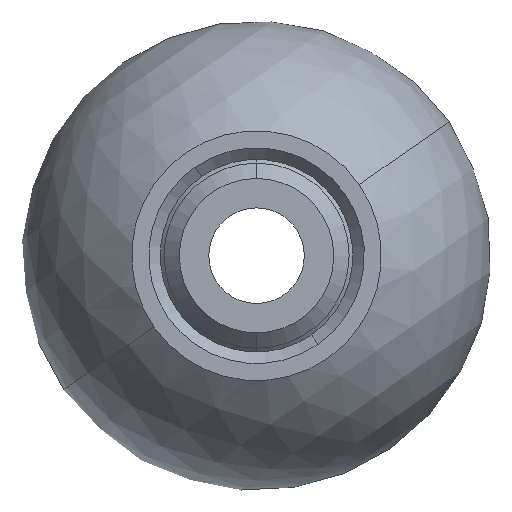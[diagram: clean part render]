
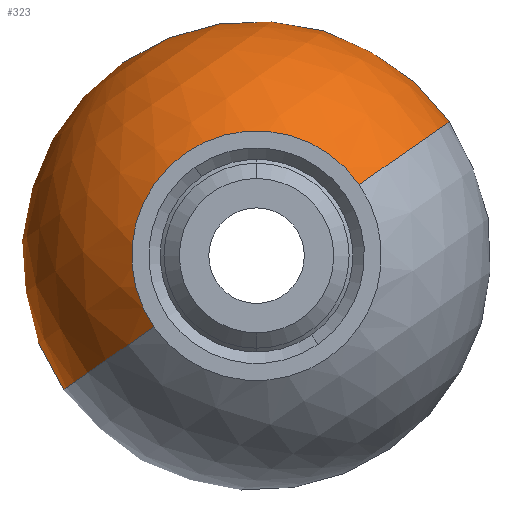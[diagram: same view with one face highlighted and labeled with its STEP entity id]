
A CAD part, left-side view. The second image highlights one B-rep face of the part: STEP entity #323.
In plain terms, the highlighted spherical face has radius 3.899 mm.
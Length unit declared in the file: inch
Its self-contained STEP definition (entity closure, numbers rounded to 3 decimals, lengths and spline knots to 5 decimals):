
#18 = SPHERICAL_SURFACE ( 'NONE', #1323, 0.1535 ) ;
#21 = CIRCLE ( 'NONE', #498, 0.1535 ) ;
#25 = AXIS2_PLACEMENT_3D ( 'NONE', #618, #314, #712 ) ;
#41 = CARTESIAN_POINT ( 'NONE',  ( -1.495, 0.12608, -0.08756 ) ) ;
#48 = CARTESIAN_POINT ( 'NONE',  ( -1.365, 0.06704, -0.04656 ) ) ;
#58 = DIRECTION ( 'NONE',  ( 0., 0.821, -0.57 ) ) ;
#60 = DIRECTION ( 'NONE',  ( 1., 0., 0. ) ) ;
#102 = CIRCLE ( 'NONE', #814, 0.08162 ) ;
#124 = CIRCLE ( 'NONE', #25, 0.1535 ) ;
#144 = DIRECTION ( 'NONE',  ( 0., 0.821, -0.57 ) ) ;
#164 = DIRECTION ( 'NONE',  ( 0., -0.57, -0.821 ) ) ;
#176 = VERTEX_POINT ( 'NONE', #1026 ) ;
#177 = AXIS2_PLACEMENT_3D ( 'NONE', #341, #861, #144 ) ;
#206 = VERTEX_POINT ( 'NONE', #519 ) ;
#207 = CARTESIAN_POINT ( 'NONE',  ( -1.495, 0., 0. ) ) ;
#216 = EDGE_CURVE ( 'NONE', #520, #1199, #102, .T. ) ;
#242 = EDGE_LOOP ( 'NONE', ( #582, #528, #983, #762, #379, #1300 ) ) ;
#303 = DIRECTION ( 'NONE',  ( 0., 0.57, 0.821 ) ) ;
#309 = DIRECTION ( 'NONE',  ( 1., 0., 0. ) ) ;
#314 = DIRECTION ( 'NONE',  ( 0., 0.57, 0.821 ) ) ;
#323 = ADVANCED_FACE ( 'NONE', ( #1065 ), #18, .T. ) ;
#341 = CARTESIAN_POINT ( 'NONE',  ( -1.495, 0., 0. ) ) ;
#365 = CARTESIAN_POINT ( 'NONE',  ( -1.495, 0., 0. ) ) ;
#366 = VERTEX_POINT ( 'NONE', #41 ) ;
#379 = ORIENTED_EDGE ( 'NONE', *, *, #513, .F. ) ;
#411 = CARTESIAN_POINT ( 'NONE',  ( -1.625, 0., 0. ) ) ;
#473 = CIRCLE ( 'NONE', #506, 0.1535 ) ;
#498 = AXIS2_PLACEMENT_3D ( 'NONE', #207, #303, #1215 ) ;
#506 = AXIS2_PLACEMENT_3D ( 'NONE', #365, #164, #58 ) ;
#513 = EDGE_CURVE ( 'NONE', #206, #176, #473, .T. ) ;
#519 = CARTESIAN_POINT ( 'NONE',  ( -1.365, -0.06704, 0.04656 ) ) ;
#520 = VERTEX_POINT ( 'NONE', #774 ) ;
#526 = CARTESIAN_POINT ( 'NONE',  ( -1.365, 0., 0. ) ) ;
#528 = ORIENTED_EDGE ( 'NONE', *, *, #1098, .T. ) ;
#582 = ORIENTED_EDGE ( 'NONE', *, *, #692, .F. ) ;
#608 = DIRECTION ( 'NONE',  ( 0., -0.821, 0.57 ) ) ;
#618 = CARTESIAN_POINT ( 'NONE',  ( -1.495, 0., 0. ) ) ;
#692 = EDGE_CURVE ( 'NONE', #366, #834, #986, .T. ) ;
#712 = DIRECTION ( 'NONE',  ( 0., -0.821, 0.57 ) ) ;
#716 = DIRECTION ( 'NONE',  ( 0., 0.821, -0.57 ) ) ;
#758 = DIRECTION ( 'NONE',  ( 0., 0.57, 0.821 ) ) ;
#762 = ORIENTED_EDGE ( 'NONE', *, *, #1154, .T. ) ;
#774 = CARTESIAN_POINT ( 'NONE',  ( -1.625, -0.06704, 0.04656 ) ) ;
#814 = AXIS2_PLACEMENT_3D ( 'NONE', #411, #925, #716 ) ;
#834 = VERTEX_POINT ( 'NONE', #48 ) ;
#861 = DIRECTION ( 'NONE',  ( 0., -0.57, -0.821 ) ) ;
#925 = DIRECTION ( 'NONE',  ( -1., 0., 0. ) ) ;
#983 = ORIENTED_EDGE ( 'NONE', *, *, #216, .F. ) ;
#986 = CIRCLE ( 'NONE', #177, 0.1535 ) ;
#1026 = CARTESIAN_POINT ( 'NONE',  ( -1.495, -0.12608, 0.08756 ) ) ;
#1065 = FACE_OUTER_BOUND ( 'NONE', #242, .T. ) ;
#1090 = CARTESIAN_POINT ( 'NONE',  ( -1.495, 0., 0. ) ) ;
#1098 = EDGE_CURVE ( 'NONE', #366, #1199, #124, .T. ) ;
#1133 = EDGE_CURVE ( 'NONE', #834, #206, #1156, .T. ) ;
#1154 = EDGE_CURVE ( 'NONE', #520, #176, #21, .T. ) ;
#1156 = CIRCLE ( 'NONE', #1281, 0.08162 ) ;
#1166 = CARTESIAN_POINT ( 'NONE',  ( -1.625, 0.06704, -0.04656 ) ) ;
#1199 = VERTEX_POINT ( 'NONE', #1166 ) ;
#1215 = DIRECTION ( 'NONE',  ( 0., -0.821, 0.57 ) ) ;
#1281 = AXIS2_PLACEMENT_3D ( 'NONE', #526, #309, #608 ) ;
#1300 = ORIENTED_EDGE ( 'NONE', *, *, #1133, .F. ) ;
#1323 = AXIS2_PLACEMENT_3D ( 'NONE', #1090, #758, #60 ) ;
